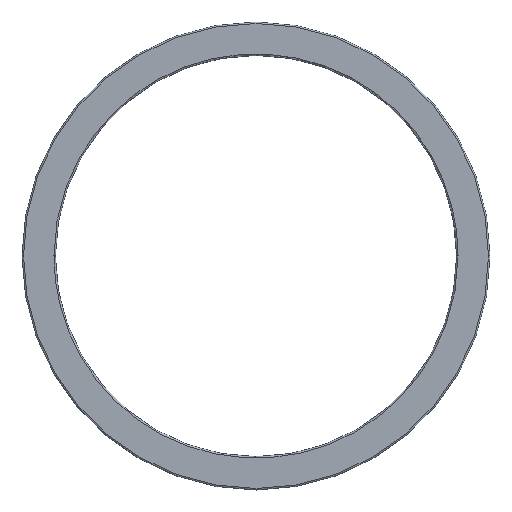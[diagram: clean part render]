
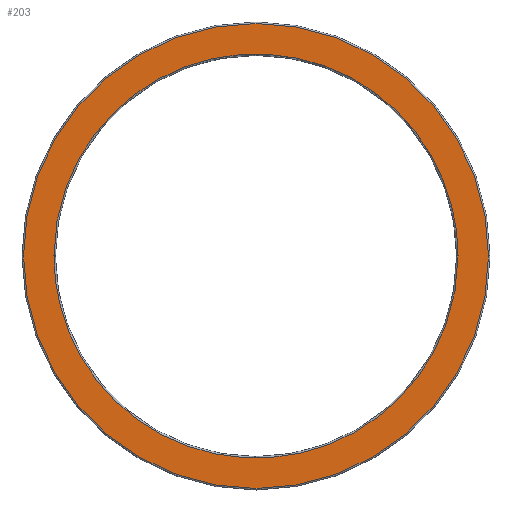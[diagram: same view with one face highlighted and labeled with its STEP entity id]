
A CAD part, top view. The second image highlights one B-rep face of the part: STEP entity #203.
In plain terms, the highlighted planar face has unit normal (0, 0, 1).
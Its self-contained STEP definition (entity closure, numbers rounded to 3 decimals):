
#54=AXIS2_PLACEMENT_3D('Circle Axis2P3D',#52,#53,$) ;
#123=AXIS2_PLACEMENT_3D('Circle Axis2P3D',#121,#122,$) ;
#137=AXIS2_PLACEMENT_3D('Plane Axis2P3D',#134,#135,#136) ;
#49=CARTESIAN_POINT('Vertex',(0.2,31.5,3.)) ;
#52=CARTESIAN_POINT('Axis2P3D Location',(31.5,31.5,3.)) ;
#56=CARTESIAN_POINT('Vertex',(62.8,31.5,3.)) ;
#121=CARTESIAN_POINT('Axis2P3D Location',(31.5,31.5,3.)) ;
#134=CARTESIAN_POINT('Axis2P3D Location',(31.5,31.5,3.)) ;
#144=CARTESIAN_POINT('Control Point',(58.7,31.5,3.)) ;
#145=CARTESIAN_POINT('Control Point',(58.7,28.945,3.)) ;
#146=CARTESIAN_POINT('Control Point',(58.4,26.39,3.)) ;
#147=CARTESIAN_POINT('Control Point',(57.8,23.882,3.)) ;
#148=CARTESIAN_POINT('Control Point',(56.022,19.054,3.)) ;
#149=CARTESIAN_POINT('Control Point',(53.175,14.769,3.)) ;
#150=CARTESIAN_POINT('Control Point',(51.504,12.804,3.)) ;
#151=CARTESIAN_POINT('Control Point',(47.734,9.303,3.)) ;
#152=CARTESIAN_POINT('Control Point',(43.255,6.771,3.)) ;
#153=CARTESIAN_POINT('Control Point',(40.876,5.774,3.)) ;
#154=CARTESIAN_POINT('Control Point',(35.93,4.359,3.)) ;
#155=CARTESIAN_POINT('Control Point',(30.79,4.128,3.)) ;
#156=CARTESIAN_POINT('Control Point',(28.218,4.316,3.)) ;
#157=CARTESIAN_POINT('Control Point',(23.167,5.293,3.)) ;
#158=CARTESIAN_POINT('Control Point',(18.479,7.413,3.)) ;
#159=CARTESIAN_POINT('Control Point',(16.27,8.745,3.)) ;
#160=CARTESIAN_POINT('Control Point',(12.208,11.902,3.)) ;
#161=CARTESIAN_POINT('Control Point',(8.987,15.915,3.)) ;
#162=CARTESIAN_POINT('Control Point',(7.621,18.102,3.)) ;
#163=CARTESIAN_POINT('Control Point',(5.768,22.032,3.)) ;
#164=CARTESIAN_POINT('Control Point',(4.727,26.234,3.)) ;
#165=CARTESIAN_POINT('Control Point',(4.442,27.979,3.)) ;
#166=CARTESIAN_POINT('Control Point',(4.3,29.74,3.)) ;
#167=CARTESIAN_POINT('Control Point',(4.3,31.5,3.)) ;
#168=CARTESIAN_POINT('Vertex',(58.7,31.5,3.)) ;
#170=CARTESIAN_POINT('Vertex',(4.3,31.5,3.)) ;
#174=CARTESIAN_POINT('Control Point',(4.3,31.5,3.)) ;
#175=CARTESIAN_POINT('Control Point',(4.3,34.055,3.)) ;
#176=CARTESIAN_POINT('Control Point',(4.6,36.61,3.)) ;
#177=CARTESIAN_POINT('Control Point',(5.2,39.118,3.)) ;
#178=CARTESIAN_POINT('Control Point',(6.978,43.946,3.)) ;
#179=CARTESIAN_POINT('Control Point',(9.825,48.231,3.)) ;
#180=CARTESIAN_POINT('Control Point',(11.496,50.196,3.)) ;
#181=CARTESIAN_POINT('Control Point',(15.266,53.697,3.)) ;
#182=CARTESIAN_POINT('Control Point',(19.745,56.229,3.)) ;
#183=CARTESIAN_POINT('Control Point',(22.124,57.226,3.)) ;
#184=CARTESIAN_POINT('Control Point',(27.07,58.641,3.)) ;
#185=CARTESIAN_POINT('Control Point',(32.21,58.872,3.)) ;
#186=CARTESIAN_POINT('Control Point',(34.782,58.684,3.)) ;
#187=CARTESIAN_POINT('Control Point',(39.833,57.707,3.)) ;
#188=CARTESIAN_POINT('Control Point',(44.521,55.587,3.)) ;
#189=CARTESIAN_POINT('Control Point',(46.73,54.255,3.)) ;
#190=CARTESIAN_POINT('Control Point',(50.792,51.098,3.)) ;
#191=CARTESIAN_POINT('Control Point',(54.013,47.085,3.)) ;
#192=CARTESIAN_POINT('Control Point',(55.379,44.898,3.)) ;
#193=CARTESIAN_POINT('Control Point',(57.232,40.968,3.)) ;
#194=CARTESIAN_POINT('Control Point',(58.273,36.766,3.)) ;
#195=CARTESIAN_POINT('Control Point',(58.558,35.021,3.)) ;
#196=CARTESIAN_POINT('Control Point',(58.7,33.26,3.)) ;
#197=CARTESIAN_POINT('Control Point',(58.7,31.5,3.)) ;
#53=DIRECTION('Axis2P3D Direction',(0.,0.,1.)) ;
#122=DIRECTION('Axis2P3D Direction',(0.,0.,1.)) ;
#135=DIRECTION('Axis2P3D Direction',(0.,0.,1.)) ;
#136=DIRECTION('Axis2P3D XDirection',(1.,0.,0.)) ;
#140=ORIENTED_EDGE('',*,*,#58,.T.) ;
#141=ORIENTED_EDGE('',*,*,#125,.T.) ;
#200=ORIENTED_EDGE('',*,*,#172,.T.) ;
#201=ORIENTED_EDGE('',*,*,#198,.T.) ;
#202=FACE_BOUND('',#199,.T.) ;
#203=ADVANCED_FACE('Verrundung1',(#142,#202),#138,.T.) ;
#143=B_SPLINE_CURVE_WITH_KNOTS('',5,(#144,#145,#146,#147,#148,#149,#150,#151,#152,#153,#154,#155,#156,#157,#158,#159,#160,#161,#162,#163,#164,#165,#166,#167),.UNSPECIFIED.,.F.,.U.,(6,3,3,3,3,3,3,6),(0.,18.105,36.211,54.316,72.422,90.527,108.633,121.108),.UNSPECIFIED.) ;
#173=B_SPLINE_CURVE_WITH_KNOTS('',5,(#174,#175,#176,#177,#178,#179,#180,#181,#182,#183,#184,#185,#186,#187,#188,#189,#190,#191,#192,#193,#194,#195,#196,#197),.UNSPECIFIED.,.F.,.U.,(6,3,3,3,3,3,3,6),(0.,18.105,36.211,54.316,72.422,90.527,108.633,121.108),.UNSPECIFIED.) ;
#55=CIRCLE('generated circle',#54,31.3) ;
#124=CIRCLE('generated circle',#123,31.3) ;
#58=EDGE_CURVE('',#57,#50,#55,.T.) ;
#125=EDGE_CURVE('',#50,#57,#124,.T.) ;
#172=EDGE_CURVE('',#169,#171,#143,.T.) ;
#198=EDGE_CURVE('',#171,#169,#173,.T.) ;
#139=EDGE_LOOP('',(#140,#141)) ;
#199=EDGE_LOOP('',(#200,#201)) ;
#142=FACE_OUTER_BOUND('',#139,.T.) ;
#138=PLANE('',#137) ;
#50=VERTEX_POINT('',#49) ;
#57=VERTEX_POINT('',#56) ;
#169=VERTEX_POINT('',#168) ;
#171=VERTEX_POINT('',#170) ;
